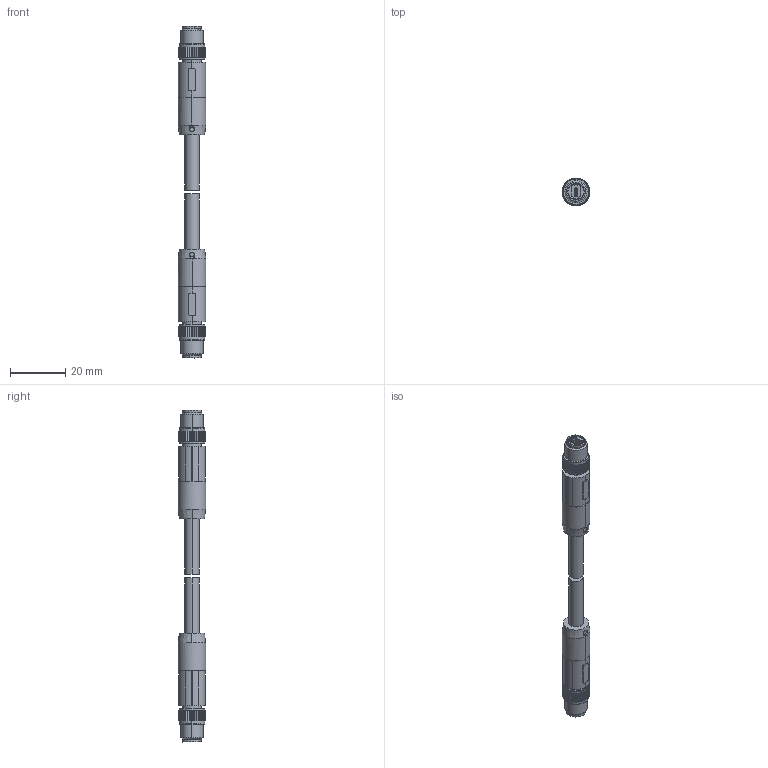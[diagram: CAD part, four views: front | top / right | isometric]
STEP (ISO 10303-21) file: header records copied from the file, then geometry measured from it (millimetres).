
FILE_DESCRIPTION(('CATIA V5 STEP Exchange','CAx-IF Rec.Pracs.--- Model Styling and Organization---1.4--- 2014-01-23'),'2;1');
FILE_NAME ('1233446-6_0', '2020-09-05T10:23:03+00:00', ('none'), ('Weidmueller'), 'CATIA Version 5-6 Release 2016 SP3 HF44', 'CATIA V5 STEP AP214', 'none');
FILE_SCHEMA(('AUTOMOTIVE_DESIGN { 1 0 10303 214 1 1 1 1 }'));
Products named in the file (1): 2726070020
Bounding box: 10 x 10 x 120 mm (x, y, z)
Volume: 6247.9 mm3; surface area: 6384.1 mm2
Topology: 16 solids, 16 shells, 1784 faces, 5096 edges, 3378 vertices
Faces by surface type: cylinder 912, plane 714, cone 118, torus 36, extrusion 4
Entity records: 60893 total; most frequent: CARTESIAN_POINT 17807, ORIENTED_EDGE 10192, DIRECTION 6896, EDGE_CURVE 5096, VERTEX_POINT 3378, AXIS2_PLACEMENT_3D 2711, VECTOR 2574, LINE 2570
